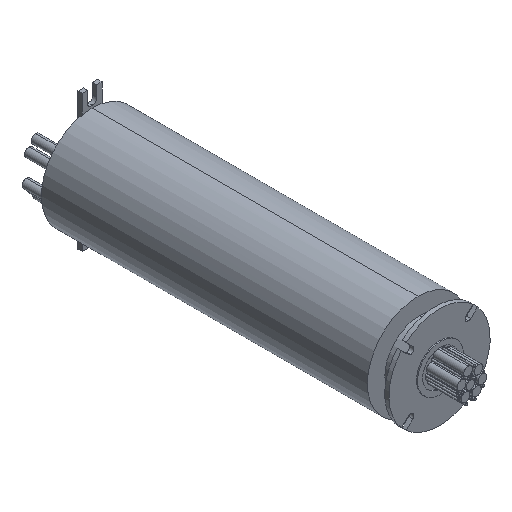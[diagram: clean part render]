
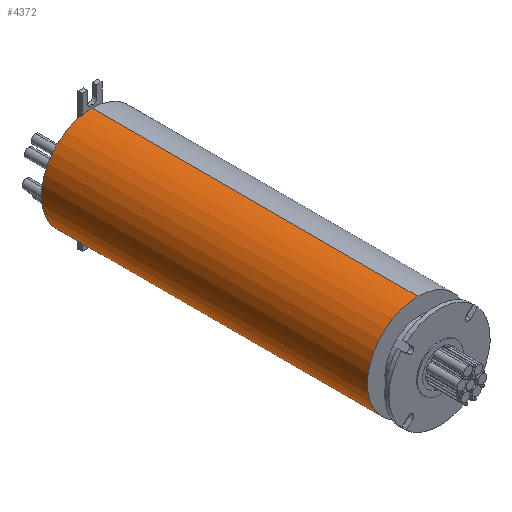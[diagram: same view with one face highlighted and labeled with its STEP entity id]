
A CAD part, isometric view. The second image highlights one B-rep face of the part: STEP entity #4372.
In plain terms, the highlighted cylindrical face has radius 49.5 mm (diameter 99 mm), a partial arc.
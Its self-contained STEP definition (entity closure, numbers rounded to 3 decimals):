
#214 = ORIENTED_EDGE ( 'NONE', *, *, #2581, .T. ) ;
#443 = DIRECTION ( 'NONE',  ( 0., -1., 0. ) ) ;
#469 = VERTEX_POINT ( 'NONE', #1587 ) ;
#541 = CARTESIAN_POINT ( 'NONE',  ( 0., 340.6, 49.5 ) ) ;
#634 = VERTEX_POINT ( 'NONE', #6670 ) ;
#878 = AXIS2_PLACEMENT_3D ( 'NONE', #2650, #6456, #3190 ) ;
#908 = CARTESIAN_POINT ( 'NONE',  ( 0., 340.6, 0. ) ) ;
#1088 = DIRECTION ( 'NONE',  ( 0., -1., 0. ) ) ;
#1143 = EDGE_CURVE ( 'NONE', #469, #4011, #3122, .T. ) ;
#1252 = CARTESIAN_POINT ( 'NONE',  ( 0., 340.6, 0. ) ) ;
#1455 = DIRECTION ( 'NONE',  ( 0., 0., -1. ) ) ;
#1512 = CARTESIAN_POINT ( 'NONE',  ( 0., 340.6, -49.5 ) ) ;
#1587 = CARTESIAN_POINT ( 'NONE',  ( -9.75, 340.6, 48.53 ) ) ;
#1613 = CARTESIAN_POINT ( 'NONE',  ( 0., 340.6, 0. ) ) ;
#1792 = DIRECTION ( 'NONE',  ( 0., 0., 1. ) ) ;
#2142 = EDGE_LOOP ( 'NONE', ( #3263, #2691, #4861, #3874, #2910, #214 ) ) ;
#2153 = DIRECTION ( 'NONE',  ( 0., 0., 1. ) ) ;
#2269 = CARTESIAN_POINT ( 'NONE',  ( 0., 340.6, 0. ) ) ;
#2411 = VERTEX_POINT ( 'NONE', #6827 ) ;
#2581 = EDGE_CURVE ( 'NONE', #5445, #4482, #4230, .T. ) ;
#2650 = CARTESIAN_POINT ( 'NONE',  ( 0., 22., 0. ) ) ;
#2671 = EDGE_CURVE ( 'NONE', #4011, #4482, #6629, .T. ) ;
#2691 = ORIENTED_EDGE ( 'NONE', *, *, #1143, .F. ) ;
#2811 = DIRECTION ( 'NONE',  ( 0., 0., 1. ) ) ;
#2910 = ORIENTED_EDGE ( 'NONE', *, *, #6607, .T. ) ;
#2968 = CARTESIAN_POINT ( 'NONE',  ( 0., 340.6, 49.5 ) ) ;
#3122 = CIRCLE ( 'NONE', #3183, 49.5 ) ;
#3183 = AXIS2_PLACEMENT_3D ( 'NONE', #2269, #6076, #2811 ) ;
#3190 = DIRECTION ( 'NONE',  ( 0., 0., 1. ) ) ;
#3263 = ORIENTED_EDGE ( 'NONE', *, *, #2671, .F. ) ;
#3489 = AXIS2_PLACEMENT_3D ( 'NONE', #1613, #5398, #2153 ) ;
#3567 = CIRCLE ( 'NONE', #5981, 49.5 ) ;
#3581 = FACE_OUTER_BOUND ( 'NONE', #2142, .T. ) ;
#3874 = ORIENTED_EDGE ( 'NONE', *, *, #4536, .F. ) ;
#4011 = VERTEX_POINT ( 'NONE', #2968 ) ;
#4134 = LINE ( 'NONE', #1512, #5086 ) ;
#4146 = DIRECTION ( 'NONE',  ( 0., -1., 0. ) ) ;
#4230 = CIRCLE ( 'NONE', #878, 49.5 ) ;
#4372 = ADVANCED_FACE ( 'NONE', ( #3581 ), #6307, .T. ) ;
#4482 = VERTEX_POINT ( 'NONE', #6418 ) ;
#4536 = EDGE_CURVE ( 'NONE', #634, #2411, #5266, .T. ) ;
#4861 = ORIENTED_EDGE ( 'NONE', *, *, #5357, .F. ) ;
#5049 = DIRECTION ( 'NONE',  ( 0., 1., 0. ) ) ;
#5086 = VECTOR ( 'NONE', #443, 1000. ) ;
#5122 = CARTESIAN_POINT ( 'NONE',  ( 0., 22., -49.5 ) ) ;
#5266 = CIRCLE ( 'NONE', #3489, 49.5 ) ;
#5357 = EDGE_CURVE ( 'NONE', #2411, #469, #3567, .T. ) ;
#5398 = DIRECTION ( 'NONE',  ( 0., 1., 0. ) ) ;
#5445 = VERTEX_POINT ( 'NONE', #5122 ) ;
#5981 = AXIS2_PLACEMENT_3D ( 'NONE', #1252, #5049, #1792 ) ;
#6076 = DIRECTION ( 'NONE',  ( 0., 1., 0. ) ) ;
#6307 = CYLINDRICAL_SURFACE ( 'NONE', #6532, 49.5 ) ;
#6366 = VECTOR ( 'NONE', #1088, 1000. ) ;
#6418 = CARTESIAN_POINT ( 'NONE',  ( 0., 22., 49.5 ) ) ;
#6456 = DIRECTION ( 'NONE',  ( 0., 1., 0. ) ) ;
#6532 = AXIS2_PLACEMENT_3D ( 'NONE', #908, #4146, #1455 ) ;
#6607 = EDGE_CURVE ( 'NONE', #634, #5445, #4134, .T. ) ;
#6629 = LINE ( 'NONE', #541, #6366 ) ;
#6670 = CARTESIAN_POINT ( 'NONE',  ( 0., 340.6, -49.5 ) ) ;
#6827 = CARTESIAN_POINT ( 'NONE',  ( -9.75, 340.6, -48.53 ) ) ;
